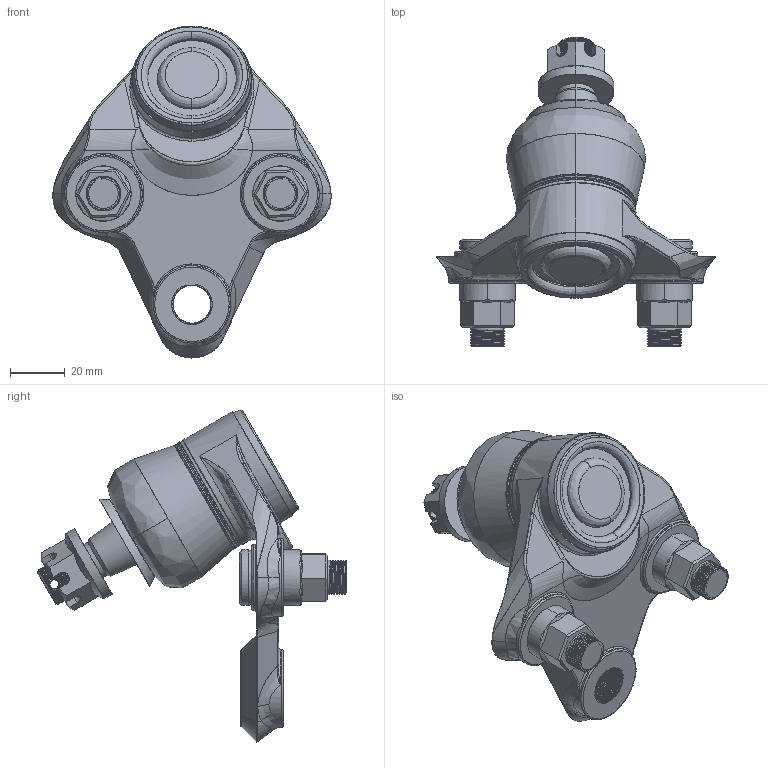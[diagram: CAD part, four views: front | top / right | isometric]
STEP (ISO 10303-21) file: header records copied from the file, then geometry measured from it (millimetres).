
FILE_DESCRIPTION(('FreeCAD Model'),'2;1');
FILE_NAME('Open CASCADE Shape Model','2025-04-17T11:39:11',('FreeCAD'),( 'FreeCAD'),'Open CASCADE STEP processor 7.6','FreeCAD','Unknown');
FILE_SCHEMA(('AUTOMOTIVE_DESIGN { 1 0 10303 214 1 1 1 1 }'));
Products named in the file (1): Open CASCADE STEP translator 7.6 1
Bounding box: 101.37 x 112.73 x 120.94 mm (x, y, z)
Surface area: 48179.8 mm2 (no closed solid volume)
Topology: 0 solids, 524 shells, 524 faces, 7909 edges, 7899 vertices
Faces by surface type: bspline 524
Entity records: 101522 total; most frequent: CARTESIAN_POINT 67985, ORIENTED_EDGE 7906, EDGE_CURVE 7906, VERTEX_POINT 7906, B_SPLINE_CURVE_WITH_KNOTS 7010, FACE_BOUND 541, EDGE_LOOP 541, SHELL_BASED_SURFACE_MODEL 524
